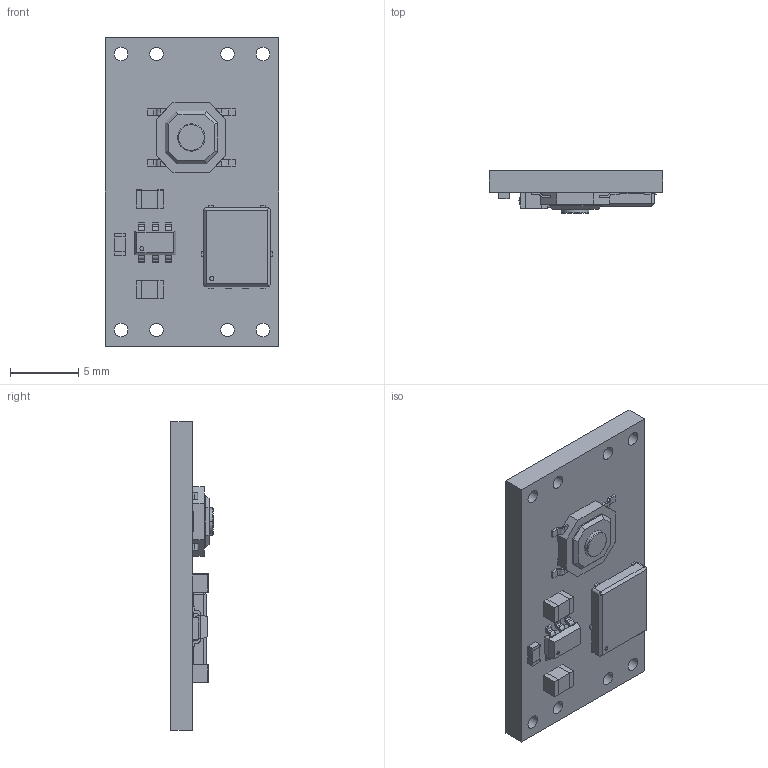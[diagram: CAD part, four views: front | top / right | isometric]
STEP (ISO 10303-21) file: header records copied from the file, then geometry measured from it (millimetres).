
FILE_DESCRIPTION(('FreeCAD Model'),'2;1');
FILE_NAME('Open CASCADE Shape Model','2023-12-26T09:37:38',(''),(''), 'Open CASCADE STEP processor 7.6','FreeCAD','Unknown');
FILE_SCHEMA(('AUTOMOTIVE_DESIGN { 1 0 10303 214 1 1 1 1 }'));
Length unit declared in the file: millimetre
Products named in the file (15): XL-10ALModule; SC70-008; Pin018; Pin019; Pin020; Pin021; Pin022; Pin023; Body003; 0603006002; П0809; П0810; Tactile_SMD_5x5mm; SO-8FL; Board
Assembly tree (14 placements, depth 3):
  XL-10ALModule
    SC70-008
      Pin018
      Pin019
      Pin020
      Pin021
      Pin022
      Pin023
      Body003
    0603006002
    П0809
    П0810
    Tactile_SMD_5x5mm
    SO-8FL
    Board
Bounding box: 12.77 x 3.12 x 22.66 mm (x, y, z)
Volume: 517.6 mm3; surface area: 938.4 mm2
Topology: 17 solids, 17 shells, 391 faces, 1337 edges, 2008 vertices
Faces by surface type: plane 288, cylinder 48, bspline 33, sphere 16, cone 4, torus 2
Full cylindrical faces by diameter (mm): 1 x8
Entity records: 18092 total; most frequent: CARTESIAN_POINT 4460, DIRECTION 2301, ORIENTED_EDGE 1930, LINE 999, VECTOR 999, EDGE_CURVE 965, AXIS2_PLACEMENT_3D 651, VERTEX_POINT 616
